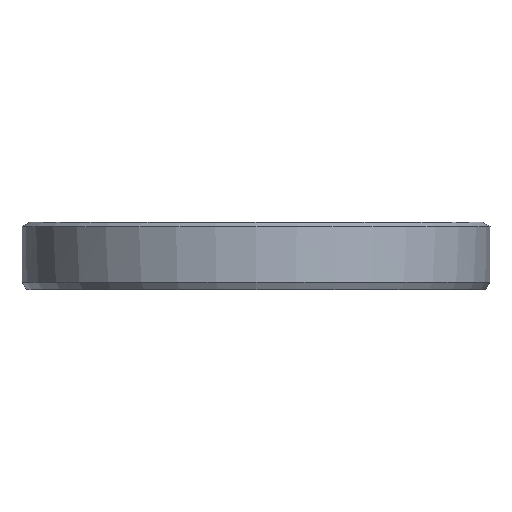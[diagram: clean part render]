
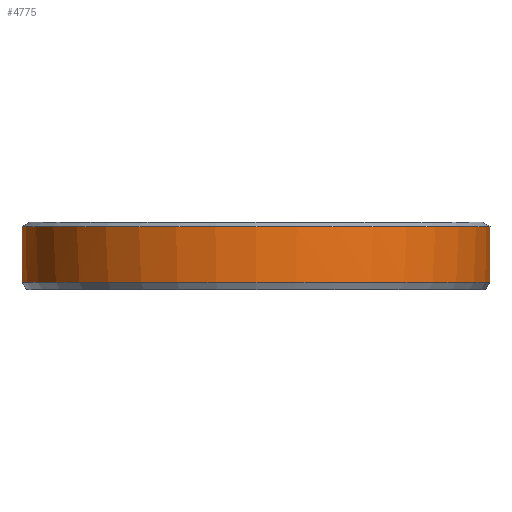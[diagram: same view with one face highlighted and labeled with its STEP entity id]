
A CAD part, left-side view. The second image highlights one B-rep face of the part: STEP entity #4775.
In plain terms, the highlighted cylindrical face has radius 13.145 mm (diameter 26.289 mm), a full revolution.
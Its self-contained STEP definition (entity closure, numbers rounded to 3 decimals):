
#166=CYLINDRICAL_SURFACE('',#5078,13.145);
#248=LINE('',#7245,#630);
#249=LINE('',#7249,#631);
#250=LINE('',#7253,#632);
#251=LINE('',#7257,#633);
#252=LINE('',#7261,#634);
#630=VECTOR('',#5372,13.145);
#631=VECTOR('',#5375,0.322);
#632=VECTOR('',#5378,0.322);
#633=VECTOR('',#5381,0.322);
#634=VECTOR('',#5384,0.322);
#1235=FACE_OUTER_BOUND('',#1512,.T.);
#1512=EDGE_LOOP('',(#3207,#3208,#3209,#3210,#3211,#3212,#3213,#3214,#3215,
#3216,#3217,#3218,#3219));
#1801=CIRCLE('',#5079,13.145);
#1802=CIRCLE('',#5080,13.145);
#1803=CIRCLE('',#5081,13.145);
#1804=CIRCLE('',#5082,13.145);
#1805=CIRCLE('',#5083,13.145);
#1806=CIRCLE('',#5084,13.145);
#1807=CIRCLE('',#5085,13.145);
#2025=VERTEX_POINT('',#7240);
#2026=VERTEX_POINT('',#7241);
#2027=VERTEX_POINT('',#7244);
#2028=VERTEX_POINT('',#7246);
#2029=VERTEX_POINT('',#7248);
#2030=VERTEX_POINT('',#7250);
#2031=VERTEX_POINT('',#7252);
#2032=VERTEX_POINT('',#7254);
#2033=VERTEX_POINT('',#7256);
#2034=VERTEX_POINT('',#7258);
#2035=VERTEX_POINT('',#7260);
#2497=EDGE_CURVE('',#2025,#2026,#1801,.T.);
#2498=EDGE_CURVE('',#2026,#2025,#1802,.T.);
#2499=EDGE_CURVE('',#2025,#2027,#248,.T.);
#2500=EDGE_CURVE('',#2027,#2028,#1803,.T.);
#2501=EDGE_CURVE('',#2028,#2029,#249,.T.);
#2502=EDGE_CURVE('',#2030,#2029,#1804,.T.);
#2503=EDGE_CURVE('',#2030,#2031,#250,.F.);
#2504=EDGE_CURVE('',#2031,#2032,#1805,.T.);
#2505=EDGE_CURVE('',#2032,#2033,#251,.T.);
#2506=EDGE_CURVE('',#2034,#2033,#1806,.T.);
#2507=EDGE_CURVE('',#2034,#2035,#252,.F.);
#2508=EDGE_CURVE('',#2035,#2027,#1807,.T.);
#3207=ORIENTED_EDGE('',*,*,#2497,.T.);
#3208=ORIENTED_EDGE('',*,*,#2498,.T.);
#3209=ORIENTED_EDGE('',*,*,#2499,.T.);
#3210=ORIENTED_EDGE('',*,*,#2500,.T.);
#3211=ORIENTED_EDGE('',*,*,#2501,.T.);
#3212=ORIENTED_EDGE('',*,*,#2502,.F.);
#3213=ORIENTED_EDGE('',*,*,#2503,.T.);
#3214=ORIENTED_EDGE('',*,*,#2504,.T.);
#3215=ORIENTED_EDGE('',*,*,#2505,.T.);
#3216=ORIENTED_EDGE('',*,*,#2506,.F.);
#3217=ORIENTED_EDGE('',*,*,#2507,.T.);
#3218=ORIENTED_EDGE('',*,*,#2508,.T.);
#3219=ORIENTED_EDGE('',*,*,#2499,.F.);
#4775=ADVANCED_FACE('',(#1235),#166,.T.);
#5078=AXIS2_PLACEMENT_3D('',#7239,#5366,#5367);
#5079=AXIS2_PLACEMENT_3D('',#7242,#5368,#5369);
#5080=AXIS2_PLACEMENT_3D('',#7243,#5370,#5371);
#5081=AXIS2_PLACEMENT_3D('',#7247,#5373,#5374);
#5082=AXIS2_PLACEMENT_3D('',#7251,#5376,#5377);
#5083=AXIS2_PLACEMENT_3D('',#7255,#5379,#5380);
#5084=AXIS2_PLACEMENT_3D('',#7259,#5382,#5383);
#5085=AXIS2_PLACEMENT_3D('',#7262,#5385,#5386);
#5366=DIRECTION('center_axis',(0.,0.,1.));
#5367=DIRECTION('ref_axis',(1.,0.,0.));
#5368=DIRECTION('center_axis',(0.,0.,-1.));
#5369=DIRECTION('ref_axis',(-1.,0.,0.));
#5370=DIRECTION('center_axis',(0.,0.,-1.));
#5371=DIRECTION('ref_axis',(-1.,0.,0.));
#5372=DIRECTION('',(0.,0.,-1.));
#5373=DIRECTION('center_axis',(0.,0.,1.));
#5374=DIRECTION('ref_axis',(1.,0.,0.));
#5375=DIRECTION('',(0.,0.,1.));
#5376=DIRECTION('center_axis',(0.,0.,-1.));
#5377=DIRECTION('ref_axis',(-1.,0.,0.));
#5378=DIRECTION('',(0.,0.,1.));
#5379=DIRECTION('center_axis',(0.,0.,1.));
#5380=DIRECTION('ref_axis',(1.,0.,0.));
#5381=DIRECTION('',(0.,0.,1.));
#5382=DIRECTION('center_axis',(0.,0.,-1.));
#5383=DIRECTION('ref_axis',(-1.,0.,0.));
#5384=DIRECTION('',(0.,0.,1.));
#5385=DIRECTION('center_axis',(0.,0.,1.));
#5386=DIRECTION('ref_axis',(1.,0.,0.));
#7239=CARTESIAN_POINT('Origin',(2.848,-8.469,6.156));
#7240=CARTESIAN_POINT('',(-10.297,-8.469,5.902));
#7241=CARTESIAN_POINT('',(15.992,-8.469,5.902));
#7242=CARTESIAN_POINT('Origin',(2.848,-8.469,5.902));
#7243=CARTESIAN_POINT('Origin',(2.848,-8.469,5.902));
#7244=CARTESIAN_POINT('',(-10.297,-8.469,2.786));
#7245=CARTESIAN_POINT('',(-10.297,-8.469,6.156));
#7246=CARTESIAN_POINT('',(2.441,-21.607,2.786));
#7247=CARTESIAN_POINT('Origin',(2.848,-8.469,2.786));
#7248=CARTESIAN_POINT('',(2.441,-21.607,3.108));
#7249=CARTESIAN_POINT('',(2.441,-21.607,2.786));
#7250=CARTESIAN_POINT('',(3.254,-21.607,3.108));
#7251=CARTESIAN_POINT('Origin',(2.848,-8.469,3.108));
#7252=CARTESIAN_POINT('',(3.254,-21.607,2.786));
#7253=CARTESIAN_POINT('',(3.254,-21.607,2.786));
#7254=CARTESIAN_POINT('',(3.254,4.669,2.786));
#7255=CARTESIAN_POINT('Origin',(2.848,-8.469,2.786));
#7256=CARTESIAN_POINT('',(3.254,4.669,3.108));
#7257=CARTESIAN_POINT('',(3.254,4.669,2.786));
#7258=CARTESIAN_POINT('',(2.441,4.669,3.108));
#7259=CARTESIAN_POINT('Origin',(2.848,-8.469,3.108));
#7260=CARTESIAN_POINT('',(2.441,4.669,2.786));
#7261=CARTESIAN_POINT('',(2.441,4.669,2.786));
#7262=CARTESIAN_POINT('Origin',(2.848,-8.469,2.786));
